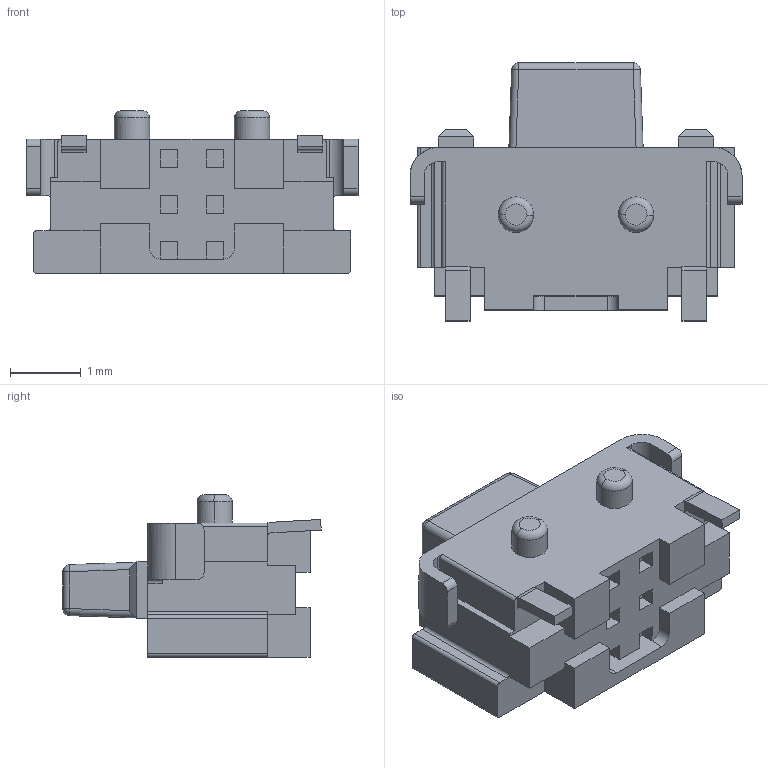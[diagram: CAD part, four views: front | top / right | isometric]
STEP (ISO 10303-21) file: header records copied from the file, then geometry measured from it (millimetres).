
FILE_DESCRIPTION(('STEP AP214'),'1');
FILE_NAME('ts-1010-c-a.stp','2020-11-02T05:39:27',('TraceParts'),('TraceParts S.A.'),'Spatial InterOp 3D',' ',' ');
FILE_SCHEMA(('AUTOMOTIVE_DESIGN { 1 0 10303 214 1 1 1 1 }'));
Length unit declared in the file: millimetre
Products named in the file (1): ts-1010-c-a
Bounding box: 4.7 x 3.66 x 2.3 mm (x, y, z)
Volume: 18.3 mm3; surface area: 59.3 mm2
Topology: 1 solids, 1 shells, 592 faces, 1663 edges, 1100 vertices
Faces by surface type: plane 543, cylinder 41, torus 4, sphere 4
Entity records: 18778 total; most frequent: CARTESIAN_POINT 3392, ORIENTED_EDGE 3326, DIRECTION 2941, EDGE_CURVE 1663, LINE 1563, VECTOR 1563, VERTEX_POINT 1100, AXIS2_PLACEMENT_3D 689
